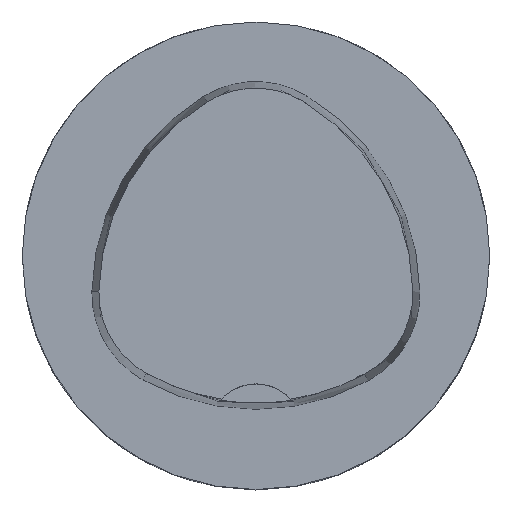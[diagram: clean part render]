
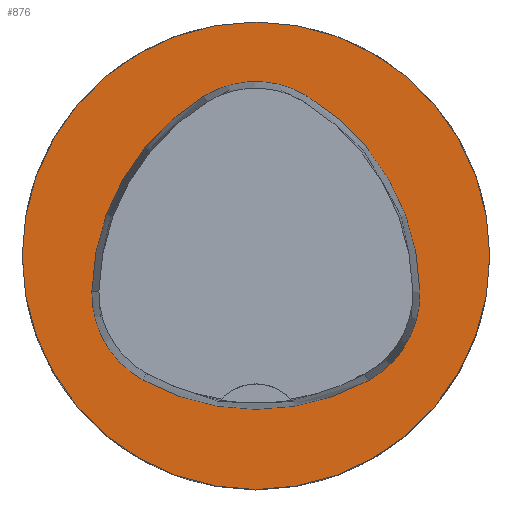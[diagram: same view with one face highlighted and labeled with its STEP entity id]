
A CAD part, top view. The second image highlights one B-rep face of the part: STEP entity #876.
In plain terms, the highlighted planar face has unit normal (0, 0, 1).
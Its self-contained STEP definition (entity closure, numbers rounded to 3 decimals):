
#52=PLANE('',#6469);
#876=ADVANCED_FACE('',(#2342,#2343),#52,.T.);
#2342=FACE_BOUND('',#2462,.T.);
#2343=FACE_BOUND('',#2463,.T.);
#2462=EDGE_LOOP('',(#2922,#2923,#2924,#2925,#2926,#2927));
#2463=EDGE_LOOP('',(#2928));
#2922=ORIENTED_EDGE('',*,*,#5365,.T.);
#2923=ORIENTED_EDGE('',*,*,#5345,.T.);
#2924=ORIENTED_EDGE('',*,*,#5349,.T.);
#2925=ORIENTED_EDGE('',*,*,#5352,.T.);
#2926=ORIENTED_EDGE('',*,*,#5355,.T.);
#2927=ORIENTED_EDGE('',*,*,#5363,.T.);
#2928=ORIENTED_EDGE('',*,*,#5327,.F.);
#4704=VERTEX_POINT('',#8710);
#4722=VERTEX_POINT('',#8747);
#4723=VERTEX_POINT('',#8748);
#4726=VERTEX_POINT('',#8756);
#4728=VERTEX_POINT('',#8762);
#4730=VERTEX_POINT('',#8768);
#4737=VERTEX_POINT('',#8789);
#5327=EDGE_CURVE('',#4704,#4704,#6245,.T.);
#5345=EDGE_CURVE('',#4722,#4723,#6247,.T.);
#5349=EDGE_CURVE('',#4723,#4726,#6249,.T.);
#5352=EDGE_CURVE('',#4726,#4728,#6251,.T.);
#5355=EDGE_CURVE('',#4728,#4730,#6253,.T.);
#5363=EDGE_CURVE('',#4730,#4737,#6257,.T.);
#5365=EDGE_CURVE('',#4737,#4722,#6259,.T.);
#6245=CIRCLE('',#6436,20.);
#6247=CIRCLE('',#6447,20.);
#6249=CIRCLE('',#6450,8.5);
#6251=CIRCLE('',#6453,20.);
#6253=CIRCLE('',#6456,8.5);
#6257=CIRCLE('',#6461,20.);
#6259=CIRCLE('',#6464,8.5);
#6436=AXIS2_PLACEMENT_3D('',#8709,#7028,#7029);
#6447=AXIS2_PLACEMENT_3D('',#8746,#7058,#7059);
#6450=AXIS2_PLACEMENT_3D('',#8755,#7066,#7067);
#6453=AXIS2_PLACEMENT_3D('',#8761,#7073,#7074);
#6456=AXIS2_PLACEMENT_3D('',#8767,#7080,#7081);
#6461=AXIS2_PLACEMENT_3D('',#8790,#7092,#7093);
#6464=AXIS2_PLACEMENT_3D('',#8793,#7098,#7099);
#6469=AXIS2_PLACEMENT_3D('',#8798,#7108,#7109);
#7028=DIRECTION('',(0.,0.,-1.));
#7029=DIRECTION('',(-1.,0.,0.));
#7058=DIRECTION('',(0.,0.,-1.));
#7059=DIRECTION('',(-1.,0.,0.));
#7066=DIRECTION('',(0.,0.,-1.));
#7067=DIRECTION('',(-1.,0.,0.));
#7073=DIRECTION('',(0.,0.,-1.));
#7074=DIRECTION('',(-1.,0.,0.));
#7080=DIRECTION('',(0.,0.,-1.));
#7081=DIRECTION('',(-1.,0.,0.));
#7092=DIRECTION('',(0.,0.,-1.));
#7093=DIRECTION('',(-1.,0.,0.));
#7098=DIRECTION('',(0.,0.,-1.));
#7099=DIRECTION('',(-1.,0.,0.));
#7108=DIRECTION('',(0.,0.,1.));
#7109=DIRECTION('',(1.,0.,0.));
#8709=CARTESIAN_POINT('',(0.,0.,0.));
#8710=CARTESIAN_POINT('',(-20.,0.,0.));
#8746=CARTESIAN_POINT('',(5.955,-3.414,0.));
#8747=CARTESIAN_POINT('',(-14.041,-3.042,0.));
#8748=CARTESIAN_POINT('',(-4.472,13.653,0.));
#8755=CARTESIAN_POINT('',(-0.04,6.4,0.));
#8756=CARTESIAN_POINT('',(4.347,13.68,0.));
#8761=CARTESIAN_POINT('',(-5.976,-3.45,0.));
#8762=CARTESIAN_POINT('',(14.021,-3.075,0.));
#8767=CARTESIAN_POINT('',(5.522,-3.235,0.));
#8768=CARTESIAN_POINT('',(9.588,-10.699,0.));
#8789=CARTESIAN_POINT('',(-9.655,-10.639,0.));
#8790=CARTESIAN_POINT('',(0.022,6.864,0.));
#8793=CARTESIAN_POINT('',(-5.543,-3.2,0.));
#8798=CARTESIAN_POINT('',(0.,0.,0.));
